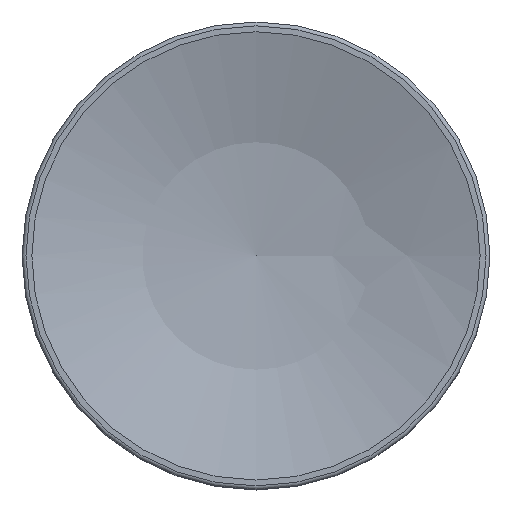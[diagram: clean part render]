
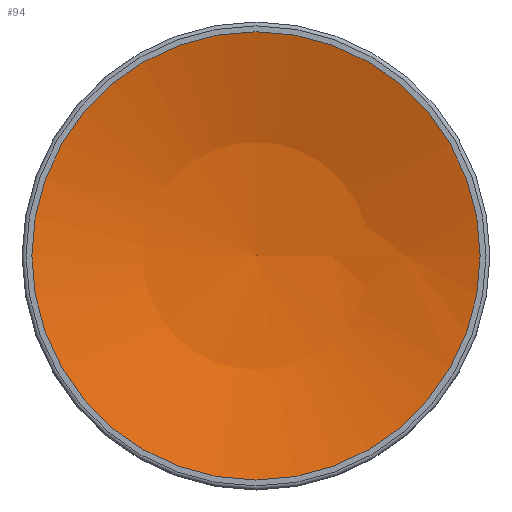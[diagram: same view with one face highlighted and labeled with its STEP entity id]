
A CAD part, top view. The second image highlights one B-rep face of the part: STEP entity #94.
In plain terms, the highlighted spherical face has radius 17.031 mm.
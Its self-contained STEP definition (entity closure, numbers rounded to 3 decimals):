
#94 = ADVANCED_FACE( '', ( #216 ), #217, .F. );
#216 = FACE_OUTER_BOUND( '', #362, .T. );
#217 = SPHERICAL_SURFACE( '', #363, 17.031 );
#362 = EDGE_LOOP( '', ( #567 ) );
#363 = AXIS2_PLACEMENT_3D( '', #568, #569, #570 );
#567 = ORIENTED_EDGE( '', *, *, #835, .T. );
#568 = CARTESIAN_POINT( '', ( 0., 0., 26.031 ) );
#569 = DIRECTION( '', ( 0., 0., 1. ) );
#570 = DIRECTION( '', ( 1., 0., 0. ) );
#835 = EDGE_CURVE( '', #996, #996, #997, .T. );
#996 = VERTEX_POINT( '', #1217 );
#997 = CIRCLE( '', #1218, 5.75 );
#1217 = CARTESIAN_POINT( '', ( 5.75, 0., 10. ) );
#1218 = AXIS2_PLACEMENT_3D( '', #1421, #1422, #1423 );
#1421 = CARTESIAN_POINT( '', ( 0., 0., 10. ) );
#1422 = DIRECTION( '', ( 0., 0., 1. ) );
#1423 = DIRECTION( '', ( 1., 0., 0. ) );
